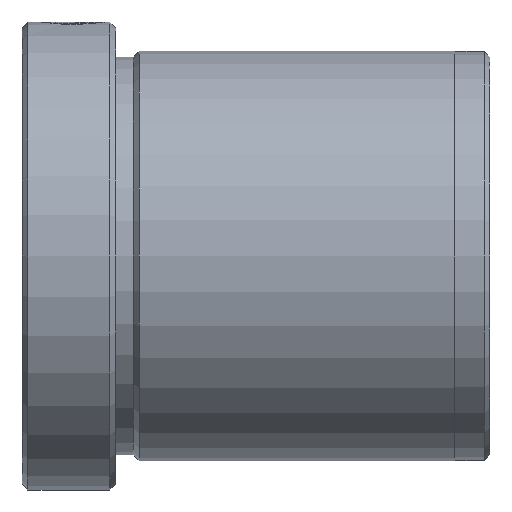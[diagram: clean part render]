
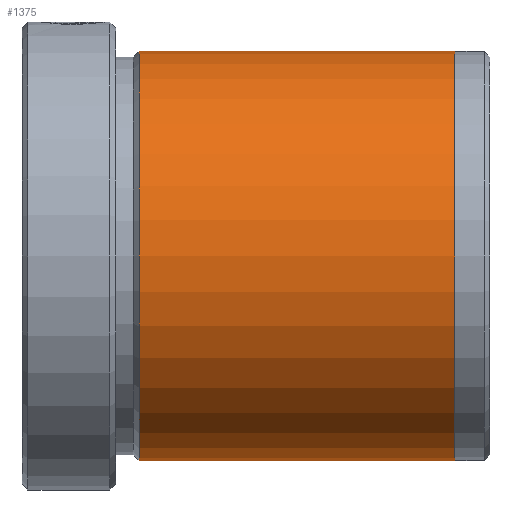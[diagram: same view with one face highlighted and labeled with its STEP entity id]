
A CAD part, left-side view. The second image highlights one B-rep face of the part: STEP entity #1375.
In plain terms, the highlighted cylindrical face has radius 17.5 mm (diameter 35 mm), a partial arc.
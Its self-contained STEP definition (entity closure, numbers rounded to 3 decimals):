
#34 = DIRECTION ( 'NONE',  ( 0., 0., 1. ) ) ;
#59 = VECTOR ( 'NONE', #837, 1000. ) ;
#91 = CARTESIAN_POINT ( 'NONE',  ( 0., -10., -17.5 ) ) ;
#158 = VECTOR ( 'NONE', #294, 1000. ) ;
#202 = DIRECTION ( 'NONE',  ( 0., -1., 0. ) ) ;
#294 = DIRECTION ( 'NONE',  ( 0., 1., 0. ) ) ;
#299 = CARTESIAN_POINT ( 'NONE',  ( 0., 0., -17.5 ) ) ;
#452 = FACE_OUTER_BOUND ( 'NONE', #1640, .T. ) ;
#524 = AXIS2_PLACEMENT_3D ( 'NONE', #1013, #202, #1153 ) ;
#591 = ORIENTED_EDGE ( 'NONE', *, *, #752, .F. ) ;
#752 = EDGE_CURVE ( 'NONE', #1341, #1544, #1607, .T. ) ;
#771 = AXIS2_PLACEMENT_3D ( 'NONE', #928, #962, #804 ) ;
#777 = CYLINDRICAL_SURFACE ( 'NONE', #771, 17.5 ) ;
#804 = DIRECTION ( 'NONE',  ( 0., 0., 1. ) ) ;
#837 = DIRECTION ( 'NONE',  ( 0., 1., 0. ) ) ;
#855 = DIRECTION ( 'NONE',  ( 0., 1., 0. ) ) ;
#864 = AXIS2_PLACEMENT_3D ( 'NONE', #1665, #855, #34 ) ;
#928 = CARTESIAN_POINT ( 'NONE',  ( 0., 0., 0. ) ) ;
#962 = DIRECTION ( 'NONE',  ( 0., 1., 0. ) ) ;
#1013 = CARTESIAN_POINT ( 'NONE',  ( 0., -37., 0. ) ) ;
#1037 = CIRCLE ( 'NONE', #524, 17.5 ) ;
#1153 = DIRECTION ( 'NONE',  ( 0., 0., -1. ) ) ;
#1172 = EDGE_CURVE ( 'NONE', #1495, #1341, #1037, .T. ) ;
#1196 = CARTESIAN_POINT ( 'NONE',  ( 0., -37., -17.5 ) ) ;
#1226 = LINE ( 'NONE', #1649, #59 ) ;
#1341 = VERTEX_POINT ( 'NONE', #1196 ) ;
#1359 = ORIENTED_EDGE ( 'NONE', *, *, #1172, .F. ) ;
#1375 = ADVANCED_FACE ( 'NONE', ( #452 ), #777, .T. ) ;
#1386 = EDGE_CURVE ( 'NONE', #1495, #1729, #1226, .T. ) ;
#1405 = CARTESIAN_POINT ( 'NONE',  ( 0., -37., 17.5 ) ) ;
#1415 = ORIENTED_EDGE ( 'NONE', *, *, #1386, .T. ) ;
#1420 = ORIENTED_EDGE ( 'NONE', *, *, #1471, .F. ) ;
#1430 = CIRCLE ( 'NONE', #864, 17.5 ) ;
#1471 = EDGE_CURVE ( 'NONE', #1544, #1729, #1430, .T. ) ;
#1495 = VERTEX_POINT ( 'NONE', #1405 ) ;
#1544 = VERTEX_POINT ( 'NONE', #91 ) ;
#1607 = LINE ( 'NONE', #299, #158 ) ;
#1640 = EDGE_LOOP ( 'NONE', ( #591, #1359, #1415, #1420 ) ) ;
#1649 = CARTESIAN_POINT ( 'NONE',  ( 0., 0., 17.5 ) ) ;
#1665 = CARTESIAN_POINT ( 'NONE',  ( 0., -10., 0. ) ) ;
#1676 = CARTESIAN_POINT ( 'NONE',  ( 0., -10., 17.5 ) ) ;
#1729 = VERTEX_POINT ( 'NONE', #1676 ) ;
